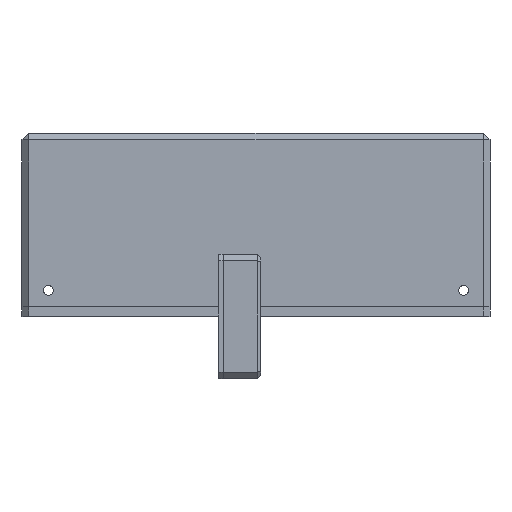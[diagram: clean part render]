
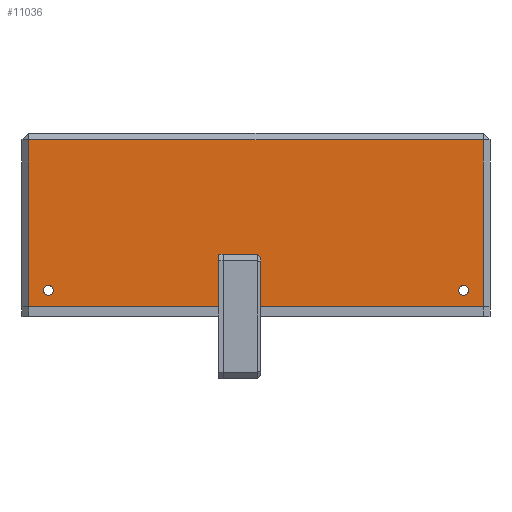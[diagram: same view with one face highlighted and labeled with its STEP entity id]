
A CAD part, left-side view. The second image highlights one B-rep face of the part: STEP entity #11036.
In plain terms, the highlighted planar face has unit normal (-1, 0, 0).
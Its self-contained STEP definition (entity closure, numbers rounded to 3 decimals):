
#10409 = PLANE('',#10410);
#10410 = AXIS2_PLACEMENT_3D('',#10411,#10412,#10413);
#10411 = CARTESIAN_POINT('',(120.,0.,3.));
#10412 = DIRECTION('',(0.,0.,1.));
#10413 = DIRECTION('',(1.,0.,0.));
#10434 = VERTEX_POINT('',#10435);
#10435 = CARTESIAN_POINT('',(63.95,69.55,3.));
#10449 = PLANE('',#10450);
#10450 = AXIS2_PLACEMENT_3D('',#10451,#10452,#10453);
#10451 = CARTESIAN_POINT('',(64.95,70.55,3.));
#10452 = DIRECTION('',(-0.707,0.707,0.));
#10453 = DIRECTION('',(-0.,-0.,-1.));
#10461 = EDGE_CURVE('',#10462,#10434,#10464,.T.);
#10462 = VERTEX_POINT('',#10463);
#10463 = CARTESIAN_POINT('',(63.95,-69.55,3.));
#10464 = SURFACE_CURVE('',#10465,(#10469,#10476),.PCURVE_S1.);
#10465 = LINE('',#10466,#10467);
#10466 = CARTESIAN_POINT('',(63.95,-71.55,3.));
#10467 = VECTOR('',#10468,1.);
#10468 = DIRECTION('',(0.,1.,0.));
#10469 = PCURVE('',#10409,#10470);
#10470 = DEFINITIONAL_REPRESENTATION('',(#10471),#10475);
#10471 = LINE('',#10472,#10473);
#10472 = CARTESIAN_POINT('',(-56.05,-71.55));
#10473 = VECTOR('',#10474,1.);
#10474 = DIRECTION('',(0.,1.));
#10475 = ( GEOMETRIC_REPRESENTATION_CONTEXT(2) 
PARAMETRIC_REPRESENTATION_CONTEXT() REPRESENTATION_CONTEXT('2D SPACE',''
  ) );
#10476 = PCURVE('',#10477,#10482);
#10477 = PLANE('',#10478);
#10478 = AXIS2_PLACEMENT_3D('',#10479,#10480,#10481);
#10479 = CARTESIAN_POINT('',(63.95,0.,29.5));
#10480 = DIRECTION('',(-1.,0.,0.));
#10481 = DIRECTION('',(0.,0.,-1.));
#10482 = DEFINITIONAL_REPRESENTATION('',(#10483),#10487);
#10483 = LINE('',#10484,#10485);
#10484 = CARTESIAN_POINT('',(26.5,71.55));
#10485 = VECTOR('',#10486,1.);
#10486 = DIRECTION('',(0.,-1.));
#10487 = ( GEOMETRIC_REPRESENTATION_CONTEXT(2) 
PARAMETRIC_REPRESENTATION_CONTEXT() REPRESENTATION_CONTEXT('2D SPACE',''
  ) );
#10505 = PLANE('',#10506);
#10506 = AXIS2_PLACEMENT_3D('',#10507,#10508,#10509);
#10507 = CARTESIAN_POINT('',(64.95,-70.55,3.));
#10508 = DIRECTION('',(-0.707,-0.707,0.));
#10509 = DIRECTION('',(0.,0.,1.));
#10935 = VERTEX_POINT('',#10936);
#10936 = CARTESIAN_POINT('',(63.95,69.55,54.));
#10962 = EDGE_CURVE('',#10434,#10935,#10963,.T.);
#10963 = SURFACE_CURVE('',#10964,(#10968,#10975),.PCURVE_S1.);
#10964 = LINE('',#10965,#10966);
#10965 = CARTESIAN_POINT('',(63.95,69.55,3.));
#10966 = VECTOR('',#10967,1.);
#10967 = DIRECTION('',(0.,0.,1.));
#10968 = PCURVE('',#10449,#10969);
#10969 = DEFINITIONAL_REPRESENTATION('',(#10970),#10974);
#10970 = LINE('',#10971,#10972);
#10971 = CARTESIAN_POINT('',(-0.,1.414));
#10972 = VECTOR('',#10973,1.);
#10973 = DIRECTION('',(-1.,0.));
#10974 = ( GEOMETRIC_REPRESENTATION_CONTEXT(2) 
PARAMETRIC_REPRESENTATION_CONTEXT() REPRESENTATION_CONTEXT('2D SPACE',''
  ) );
#10975 = PCURVE('',#10477,#10976);
#10976 = DEFINITIONAL_REPRESENTATION('',(#10977),#10981);
#10977 = LINE('',#10978,#10979);
#10978 = CARTESIAN_POINT('',(26.5,-69.55));
#10979 = VECTOR('',#10980,1.);
#10980 = DIRECTION('',(-1.,0.));
#10981 = ( GEOMETRIC_REPRESENTATION_CONTEXT(2) 
PARAMETRIC_REPRESENTATION_CONTEXT() REPRESENTATION_CONTEXT('2D SPACE',''
  ) );
#11036 = ADVANCED_FACE('',(#11037,#11090,#11121),#10477,.T.);
#11037 = FACE_BOUND('',#11038,.T.);
#11038 = EDGE_LOOP('',(#11039,#11040,#11063,#11089));
#11039 = ORIENTED_EDGE('',*,*,#10461,.F.);
#11040 = ORIENTED_EDGE('',*,*,#11041,.T.);
#11041 = EDGE_CURVE('',#10462,#11042,#11044,.T.);
#11042 = VERTEX_POINT('',#11043);
#11043 = CARTESIAN_POINT('',(63.95,-69.55,54.));
#11044 = SURFACE_CURVE('',#11045,(#11049,#11056),.PCURVE_S1.);
#11045 = LINE('',#11046,#11047);
#11046 = CARTESIAN_POINT('',(63.95,-69.55,3.));
#11047 = VECTOR('',#11048,1.);
#11048 = DIRECTION('',(0.,0.,1.));
#11049 = PCURVE('',#10477,#11050);
#11050 = DEFINITIONAL_REPRESENTATION('',(#11051),#11055);
#11051 = LINE('',#11052,#11053);
#11052 = CARTESIAN_POINT('',(26.5,69.55));
#11053 = VECTOR('',#11054,1.);
#11054 = DIRECTION('',(-1.,0.));
#11055 = ( GEOMETRIC_REPRESENTATION_CONTEXT(2) 
PARAMETRIC_REPRESENTATION_CONTEXT() REPRESENTATION_CONTEXT('2D SPACE',''
  ) );
#11056 = PCURVE('',#10505,#11057);
#11057 = DEFINITIONAL_REPRESENTATION('',(#11058),#11062);
#11058 = LINE('',#11059,#11060);
#11059 = CARTESIAN_POINT('',(0.,1.414));
#11060 = VECTOR('',#11061,1.);
#11061 = DIRECTION('',(1.,0.));
#11062 = ( GEOMETRIC_REPRESENTATION_CONTEXT(2) 
PARAMETRIC_REPRESENTATION_CONTEXT() REPRESENTATION_CONTEXT('2D SPACE',''
  ) );
#11063 = ORIENTED_EDGE('',*,*,#11064,.T.);
#11064 = EDGE_CURVE('',#11042,#10935,#11065,.T.);
#11065 = SURFACE_CURVE('',#11066,(#11070,#11077),.PCURVE_S1.);
#11066 = LINE('',#11067,#11068);
#11067 = CARTESIAN_POINT('',(63.95,-71.55,54.));
#11068 = VECTOR('',#11069,1.);
#11069 = DIRECTION('',(0.,1.,0.));
#11070 = PCURVE('',#10477,#11071);
#11071 = DEFINITIONAL_REPRESENTATION('',(#11072),#11076);
#11072 = LINE('',#11073,#11074);
#11073 = CARTESIAN_POINT('',(-24.5,71.55));
#11074 = VECTOR('',#11075,1.);
#11075 = DIRECTION('',(0.,-1.));
#11076 = ( GEOMETRIC_REPRESENTATION_CONTEXT(2) 
PARAMETRIC_REPRESENTATION_CONTEXT() REPRESENTATION_CONTEXT('2D SPACE',''
  ) );
#11077 = PCURVE('',#11078,#11083);
#11078 = PLANE('',#11079);
#11079 = AXIS2_PLACEMENT_3D('',#11080,#11081,#11082);
#11080 = CARTESIAN_POINT('',(64.95,-71.55,55.));
#11081 = DIRECTION('',(-0.707,0.,0.707));
#11082 = DIRECTION('',(0.,-1.,0.));
#11083 = DEFINITIONAL_REPRESENTATION('',(#11084),#11088);
#11084 = LINE('',#11085,#11086);
#11085 = CARTESIAN_POINT('',(-0.,-1.414));
#11086 = VECTOR('',#11087,1.);
#11087 = DIRECTION('',(-1.,0.));
#11088 = ( GEOMETRIC_REPRESENTATION_CONTEXT(2) 
PARAMETRIC_REPRESENTATION_CONTEXT() REPRESENTATION_CONTEXT('2D SPACE',''
  ) );
#11089 = ORIENTED_EDGE('',*,*,#10962,.F.);
#11090 = FACE_BOUND('',#11091,.T.);
#11091 = EDGE_LOOP('',(#11092));
#11092 = ORIENTED_EDGE('',*,*,#11093,.F.);
#11093 = EDGE_CURVE('',#11094,#11094,#11096,.T.);
#11094 = VERTEX_POINT('',#11095);
#11095 = CARTESIAN_POINT('',(63.95,62.,8.));
#11096 = SURFACE_CURVE('',#11097,(#11102,#11109),.PCURVE_S1.);
#11097 = CIRCLE('',#11098,1.5);
#11098 = AXIS2_PLACEMENT_3D('',#11099,#11100,#11101);
#11099 = CARTESIAN_POINT('',(63.95,63.5,8.));
#11100 = DIRECTION('',(-1.,0.,0.));
#11101 = DIRECTION('',(0.,-1.,0.));
#11102 = PCURVE('',#10477,#11103);
#11103 = DEFINITIONAL_REPRESENTATION('',(#11104),#11108);
#11104 = CIRCLE('',#11105,1.5);
#11105 = AXIS2_PLACEMENT_2D('',#11106,#11107);
#11106 = CARTESIAN_POINT('',(21.5,-63.5));
#11107 = DIRECTION('',(-0.,1.));
#11108 = ( GEOMETRIC_REPRESENTATION_CONTEXT(2) 
PARAMETRIC_REPRESENTATION_CONTEXT() REPRESENTATION_CONTEXT('2D SPACE',''
  ) );
#11109 = PCURVE('',#11110,#11115);
#11110 = CYLINDRICAL_SURFACE('',#11111,1.5);
#11111 = AXIS2_PLACEMENT_3D('',#11112,#11113,#11114);
#11112 = CARTESIAN_POINT('',(63.95,63.5,8.));
#11113 = DIRECTION('',(-1.,0.,0.));
#11114 = DIRECTION('',(0.,-1.,0.));
#11115 = DEFINITIONAL_REPRESENTATION('',(#11116),#11120);
#11116 = LINE('',#11117,#11118);
#11117 = CARTESIAN_POINT('',(0.,0.));
#11118 = VECTOR('',#11119,1.);
#11119 = DIRECTION('',(1.,0.));
#11120 = ( GEOMETRIC_REPRESENTATION_CONTEXT(2) 
PARAMETRIC_REPRESENTATION_CONTEXT() REPRESENTATION_CONTEXT('2D SPACE',''
  ) );
#11121 = FACE_BOUND('',#11122,.T.);
#11122 = EDGE_LOOP('',(#11123));
#11123 = ORIENTED_EDGE('',*,*,#11124,.F.);
#11124 = EDGE_CURVE('',#11125,#11125,#11127,.T.);
#11125 = VERTEX_POINT('',#11126);
#11126 = CARTESIAN_POINT('',(63.95,-65.,8.));
#11127 = SURFACE_CURVE('',#11128,(#11133,#11140),.PCURVE_S1.);
#11128 = CIRCLE('',#11129,1.5);
#11129 = AXIS2_PLACEMENT_3D('',#11130,#11131,#11132);
#11130 = CARTESIAN_POINT('',(63.95,-63.5,8.));
#11131 = DIRECTION('',(-1.,0.,0.));
#11132 = DIRECTION('',(0.,-1.,0.));
#11133 = PCURVE('',#10477,#11134);
#11134 = DEFINITIONAL_REPRESENTATION('',(#11135),#11139);
#11135 = CIRCLE('',#11136,1.5);
#11136 = AXIS2_PLACEMENT_2D('',#11137,#11138);
#11137 = CARTESIAN_POINT('',(21.5,63.5));
#11138 = DIRECTION('',(-0.,1.));
#11139 = ( GEOMETRIC_REPRESENTATION_CONTEXT(2) 
PARAMETRIC_REPRESENTATION_CONTEXT() REPRESENTATION_CONTEXT('2D SPACE',''
  ) );
#11140 = PCURVE('',#11141,#11146);
#11141 = CYLINDRICAL_SURFACE('',#11142,1.5);
#11142 = AXIS2_PLACEMENT_3D('',#11143,#11144,#11145);
#11143 = CARTESIAN_POINT('',(63.95,-63.5,8.));
#11144 = DIRECTION('',(-1.,0.,0.));
#11145 = DIRECTION('',(0.,-1.,0.));
#11146 = DEFINITIONAL_REPRESENTATION('',(#11147),#11151);
#11147 = LINE('',#11148,#11149);
#11148 = CARTESIAN_POINT('',(0.,0.));
#11149 = VECTOR('',#11150,1.);
#11150 = DIRECTION('',(1.,0.));
#11151 = ( GEOMETRIC_REPRESENTATION_CONTEXT(2) 
PARAMETRIC_REPRESENTATION_CONTEXT() REPRESENTATION_CONTEXT('2D SPACE',''
  ) );
